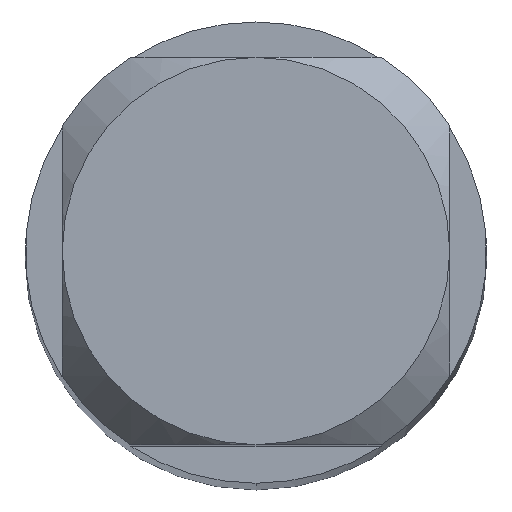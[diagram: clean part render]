
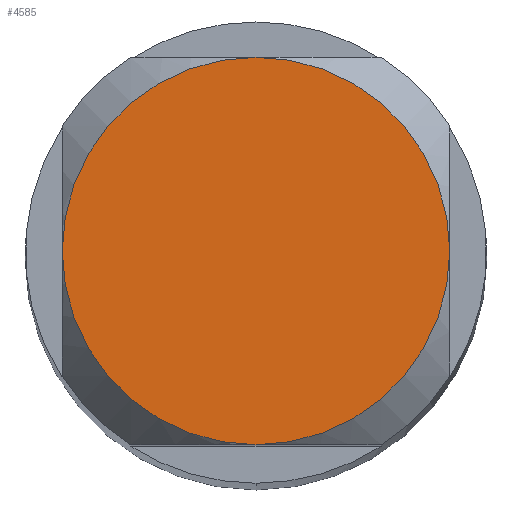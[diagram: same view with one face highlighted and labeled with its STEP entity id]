
A CAD part, top view. The second image highlights one B-rep face of the part: STEP entity #4585.
In plain terms, the highlighted planar face has unit normal (0, 0, 1).
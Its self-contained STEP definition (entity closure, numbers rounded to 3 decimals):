
#2147=EDGE_CURVE('',#3935,#4071,#6224,.T.);
#3097=VERTEX_POINT('',#7265);
#3297=EDGE_CURVE('',#3097,#3935,#7486,.T.);
#3935=VERTEX_POINT('',#8183);
#4071=VERTEX_POINT('',#8330);
#4111=EDGE_CURVE('',#4071,#6049,#8374,.T.);
#4585=ADVANCED_FACE('',(#8898),#8899,.T.);
#5165=EDGE_CURVE('',#6049,#3097,#9538,.T.);
#6049=VERTEX_POINT('',#10487);
#6224=CIRCLE('',#10798,1.05);
#7265=CARTESIAN_POINT('',(1.05,0.0,0.0));
#7486=CIRCLE('',#13415,1.05);
#8183=CARTESIAN_POINT('',(0.0,-1.05,0.0));
#8330=CARTESIAN_POINT('',(-1.05,0.0,0.0));
#8374=CIRCLE('',#15388,1.05);
#8898=FACE_OUTER_BOUND('',#16528,.T.);
#8899=PLANE('',#16529);
#9538=CIRCLE('',#17878,1.05);
#10487=CARTESIAN_POINT('',(0.0,1.05,0.0));
#10798=AXIS2_PLACEMENT_3D('',#20332,#20333,#20334);
#13415=AXIS2_PLACEMENT_3D('',#21683,#21684,#21685);
#15388=AXIS2_PLACEMENT_3D('',#22602,#22603,#22604);
#16528=EDGE_LOOP('',(#23215,#23216,#23217,#23218));
#16529=AXIS2_PLACEMENT_3D('',#23219,#23220,#23221);
#17878=AXIS2_PLACEMENT_3D('',#24109,#24110,#24111);
#20332=CARTESIAN_POINT('',(0.0,0.0,0.0));
#20333=DIRECTION('',(0.0,0.0,-1.0));
#20334=DIRECTION('',(0.0,1.0,0.0));
#21683=CARTESIAN_POINT('',(0.0,0.0,0.0));
#21684=DIRECTION('',(0.0,0.0,-1.0));
#21685=DIRECTION('',(0.0,1.0,0.0));
#22602=CARTESIAN_POINT('',(0.0,0.0,0.0));
#22603=DIRECTION('',(0.0,0.0,-1.0));
#22604=DIRECTION('',(0.0,1.0,0.0));
#23215=ORIENTED_EDGE('',*,*,#5165,.F.);
#23216=ORIENTED_EDGE('',*,*,#4111,.F.);
#23217=ORIENTED_EDGE('',*,*,#2147,.F.);
#23218=ORIENTED_EDGE('',*,*,#3297,.F.);
#23219=CARTESIAN_POINT('',(0.0,0.525,0.0));
#23220=DIRECTION('',(-0.0,0.0,1.0));
#23221=DIRECTION('',(0.0,-1.0,0.0));
#24109=CARTESIAN_POINT('',(0.0,0.0,0.0));
#24110=DIRECTION('',(0.0,0.0,-1.0));
#24111=DIRECTION('',(0.0,1.0,0.0));
